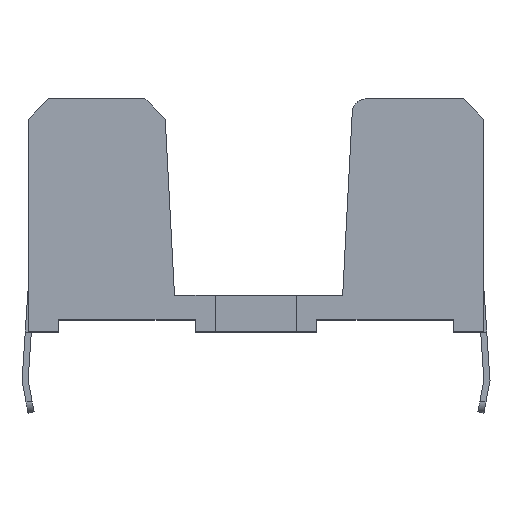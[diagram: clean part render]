
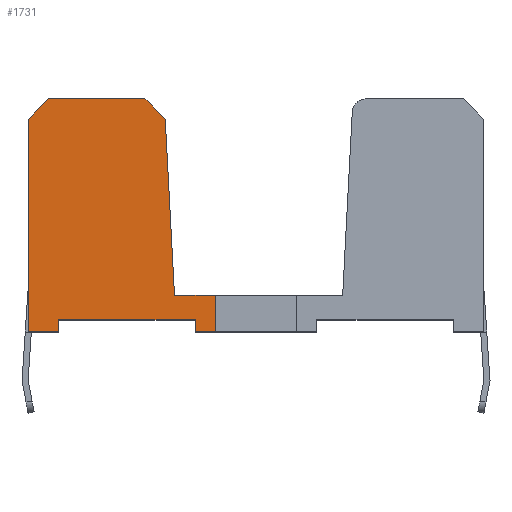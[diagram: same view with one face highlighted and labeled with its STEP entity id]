
A CAD part, top view. The second image highlights one B-rep face of the part: STEP entity #1731.
In plain terms, the highlighted planar face has unit normal (0, 0, 1).
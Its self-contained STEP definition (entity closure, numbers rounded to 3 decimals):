
#128 = CARTESIAN_POINT ( 'NONE',  ( -10.587, 11.169, 4.8 ) ) ;
#304 = VERTEX_POINT ( 'NONE', #3112 ) ;
#479 = DIRECTION ( 'NONE',  ( 1., 0., 0. ) ) ;
#529 = EDGE_CURVE ( 'NONE', #5137, #7082, #2016, .T. ) ;
#534 = B_SPLINE_CURVE_WITH_KNOTS ( 'NONE', 3,
 ( #8628, #2043, #704, #7406 ),
 .UNSPECIFIED., .F., .F.,
 ( 4, 4 ),
 ( 0., 1. ),
 .UNSPECIFIED. ) ;
#704 = CARTESIAN_POINT ( 'NONE',  ( -3.349, 1.8, 4.8 ) ) ;
#785 = CARTESIAN_POINT ( 'NONE',  ( -11.25, 7.004, 4.8 ) ) ;
#810 = CARTESIAN_POINT ( 'NONE',  ( -11.25, 0., 4.8 ) ) ;
#818 = CARTESIAN_POINT ( 'NONE',  ( -11.25, 0., 4.8 ) ) ;
#835 = CARTESIAN_POINT ( 'NONE',  ( -2., 0., 4.8 ) ) ;
#890 = CARTESIAN_POINT ( 'NONE',  ( -2.333, 0., 4.8 ) ) ;
#1002 = B_SPLINE_CURVE_WITH_KNOTS ( 'NONE', 3,
 ( #4145, #4809, #5427, #6810 ),
 .UNSPECIFIED., .F., .F.,
 ( 4, 4 ),
 ( 0., 1. ),
 .UNSPECIFIED. ) ;
#1076 = CARTESIAN_POINT ( 'NONE',  ( -4.328, 7.6, 4.8 ) ) ;
#1214 = EDGE_CURVE ( 'NONE', #1266, #4895, #534, .T. ) ;
#1220 = ORIENTED_EDGE ( 'NONE', *, *, #1369, .F. ) ;
#1266 = VERTEX_POINT ( 'NONE', #6485 ) ;
#1369 = EDGE_CURVE ( 'NONE', #3557, #2082, #6660, .T. ) ;
#1407 = CARTESIAN_POINT ( 'NONE',  ( -4.48, 10.5, 4.8 ) ) ;
#1499 = CARTESIAN_POINT ( 'NONE',  ( -3., 0., 4.8 ) ) ;
#1512 = CARTESIAN_POINT ( 'NONE',  ( -11.25, 10.506, 4.8 ) ) ;
#1558 = CARTESIAN_POINT ( 'NONE',  ( -2.667, 0., 4.8 ) ) ;
#1584 = CARTESIAN_POINT ( 'NONE',  ( -3., 0., 4.8 ) ) ;
#1716 = EDGE_CURVE ( 'NONE', #1266, #7082, #2134, .T. ) ;
#1731 = ADVANCED_FACE ( 'NONE', ( #3435 ), #1766, .T. ) ;
#1766 = PLANE ( 'NONE',  #6137 ) ;
#1909 = CARTESIAN_POINT ( 'NONE',  ( -9.75, 0., 4.8 ) ) ;
#1958 = CARTESIAN_POINT ( 'NONE',  ( -4.024, 1.8, 4.8 ) ) ;
#2000 = CARTESIAN_POINT ( 'NONE',  ( -5.48, 11.5, 4.8 ) ) ;
#2016 = B_SPLINE_CURVE_WITH_KNOTS ( 'NONE', 3,
 ( #1499, #1558, #890, #835 ),
 .UNSPECIFIED., .F., .F.,
 ( 4, 4 ),
 ( 0., 1. ),
 .UNSPECIFIED. ) ;
#2043 = CARTESIAN_POINT ( 'NONE',  ( -2.675, 1.8, 4.8 ) ) ;
#2064 = CARTESIAN_POINT ( 'NONE',  ( -11.25, 10.506, 4.8 ) ) ;
#2080 = CARTESIAN_POINT ( 'NONE',  ( -4.813, 10.833, 4.8 ) ) ;
#2082 = VERTEX_POINT ( 'NONE', #3418 ) ;
#2134 = B_SPLINE_CURVE_WITH_KNOTS ( 'NONE', 3,
 ( #5090, #4929, #3100, #7810 ),
 .UNSPECIFIED., .F., .F.,
 ( 4, 4 ),
 ( 0., 1. ),
 .UNSPECIFIED. ) ;
#2179 = B_SPLINE_CURVE_WITH_KNOTS ( 'NONE', 3,
 ( #2245, #5509, #6957, #810 ),
 .UNSPECIFIED., .F., .F.,
 ( 4, 4 ),
 ( 0., 1. ),
 .UNSPECIFIED. ) ;
#2245 = CARTESIAN_POINT ( 'NONE',  ( -9.75, 0., 4.8 ) ) ;
#2730 = EDGE_CURVE ( 'NONE', #6955, #6962, #2179, .T. ) ;
#3085 = ORIENTED_EDGE ( 'NONE', *, *, #3306, .F. ) ;
#3100 = CARTESIAN_POINT ( 'NONE',  ( -2., 0.6, 4.8 ) ) ;
#3112 = CARTESIAN_POINT ( 'NONE',  ( -11.25, 10.506, 4.8 ) ) ;
#3300 = CARTESIAN_POINT ( 'NONE',  ( -10.256, 11.5, 4.8 ) ) ;
#3306 = EDGE_CURVE ( 'NONE', #4439, #6955, #1002, .T. ) ;
#3338 = EDGE_CURVE ( 'NONE', #6962, #304, #6895, .T. ) ;
#3418 = CARTESIAN_POINT ( 'NONE',  ( -5.48, 11.5, 4.8 ) ) ;
#3432 = CARTESIAN_POINT ( 'NONE',  ( -10.256, 11.5, 4.8 ) ) ;
#3435 = FACE_OUTER_BOUND ( 'NONE', #5042, .T. ) ;
#3436 = ORIENTED_EDGE ( 'NONE', *, *, #5056, .F. ) ;
#3501 = CARTESIAN_POINT ( 'NONE',  ( -5.25, 0.6, 4.8 ) ) ;
#3530 = CARTESIAN_POINT ( 'NONE',  ( -3., 0.6, 4.8 ) ) ;
#3531 = CARTESIAN_POINT ( 'NONE',  ( -3., 0.4, 4.8 ) ) ;
#3557 = VERTEX_POINT ( 'NONE', #3300 ) ;
#3585 = CARTESIAN_POINT ( 'NONE',  ( -3., 0., 4.8 ) ) ;
#3593 = DIRECTION ( 'NONE',  ( 0., 0., 1. ) ) ;
#3805 = CARTESIAN_POINT ( 'NONE',  ( -7.072, 11.5, 4.8 ) ) ;
#3845 = EDGE_CURVE ( 'NONE', #5137, #6578, #8489, .T. ) ;
#4077 = CARTESIAN_POINT ( 'NONE',  ( -10.919, 10.837, 4.8 ) ) ;
#4138 = CARTESIAN_POINT ( 'NONE',  ( -9.75, 0.6, 4.8 ) ) ;
#4145 = CARTESIAN_POINT ( 'NONE',  ( -9.75, 0.6, 4.8 ) ) ;
#4155 = CARTESIAN_POINT ( 'NONE',  ( -3., 0.6, 4.8 ) ) ;
#4335 = CARTESIAN_POINT ( 'NONE',  ( -9.75, 0.6, 4.8 ) ) ;
#4435 = ORIENTED_EDGE ( 'NONE', *, *, #3845, .F. ) ;
#4439 = VERTEX_POINT ( 'NONE', #4335 ) ;
#4527 = CARTESIAN_POINT ( 'NONE',  ( -8.664, 11.5, 4.8 ) ) ;
#4655 = ORIENTED_EDGE ( 'NONE', *, *, #1716, .F. ) ;
#4809 = CARTESIAN_POINT ( 'NONE',  ( -9.75, 0.4, 4.8 ) ) ;
#4895 = VERTEX_POINT ( 'NONE', #1958 ) ;
#4929 = CARTESIAN_POINT ( 'NONE',  ( -2., 1.2, 4.8 ) ) ;
#5042 = EDGE_LOOP ( 'NONE', ( #8230, #7921, #1220, #3436, #7290, #6596, #3085, #5774, #4435, #7334, #4655, #7388 ) ) ;
#5056 = EDGE_CURVE ( 'NONE', #304, #3557, #7411, .T. ) ;
#5090 = CARTESIAN_POINT ( 'NONE',  ( -2., 1.8, 4.8 ) ) ;
#5137 = VERTEX_POINT ( 'NONE', #1584 ) ;
#5158 = B_SPLINE_CURVE_WITH_KNOTS ( 'NONE', 3,
 ( #7189, #5164, #1076, #5859 ),
 .UNSPECIFIED., .F., .F.,
 ( 4, 4 ),
 ( 0., 1. ),
 .UNSPECIFIED. ) ;
#5164 = CARTESIAN_POINT ( 'NONE',  ( -4.176, 4.7, 4.8 ) ) ;
#5395 = CARTESIAN_POINT ( 'NONE',  ( -11.25, 3.502, 4.8 ) ) ;
#5427 = CARTESIAN_POINT ( 'NONE',  ( -9.75, 0.2, 4.8 ) ) ;
#5478 = EDGE_CURVE ( 'NONE', #2082, #8138, #6223, .T. ) ;
#5509 = CARTESIAN_POINT ( 'NONE',  ( -10.25, 0., 4.8 ) ) ;
#5582 = CARTESIAN_POINT ( 'NONE',  ( 11.25, 11.5, 4.8 ) ) ;
#5774 = ORIENTED_EDGE ( 'NONE', *, *, #7636, .F. ) ;
#5859 = CARTESIAN_POINT ( 'NONE',  ( -4.48, 10.5, 4.8 ) ) ;
#6137 = AXIS2_PLACEMENT_3D ( 'NONE', #5582, #3593, #479 ) ;
#6223 = B_SPLINE_CURVE_WITH_KNOTS ( 'NONE', 3,
 ( #2000, #7447, #2080, #1407 ),
 .UNSPECIFIED., .F., .F.,
 ( 4, 4 ),
 ( 0., 1. ),
 .UNSPECIFIED. ) ;
#6485 = CARTESIAN_POINT ( 'NONE',  ( -2., 1.8, 4.8 ) ) ;
#6539 = CARTESIAN_POINT ( 'NONE',  ( -11.25, 0., 4.8 ) ) ;
#6572 = CARTESIAN_POINT ( 'NONE',  ( -10.256, 11.5, 4.8 ) ) ;
#6578 = VERTEX_POINT ( 'NONE', #4155 ) ;
#6596 = ORIENTED_EDGE ( 'NONE', *, *, #2730, .F. ) ;
#6660 = B_SPLINE_CURVE_WITH_KNOTS ( 'NONE', 3,
 ( #6572, #4527, #3805, #7273 ),
 .UNSPECIFIED., .F., .F.,
 ( 4, 4 ),
 ( 0., 1. ),
 .UNSPECIFIED. ) ;
#6810 = CARTESIAN_POINT ( 'NONE',  ( -9.75, 0., 4.8 ) ) ;
#6895 = B_SPLINE_CURVE_WITH_KNOTS ( 'NONE', 3,
 ( #818, #5395, #785, #1512 ),
 .UNSPECIFIED., .F., .F.,
 ( 4, 4 ),
 ( 0., 1. ),
 .UNSPECIFIED. ) ;
#6936 = CARTESIAN_POINT ( 'NONE',  ( -3., 0.2, 4.8 ) ) ;
#6955 = VERTEX_POINT ( 'NONE', #1909 ) ;
#6957 = CARTESIAN_POINT ( 'NONE',  ( -10.75, 0., 4.8 ) ) ;
#6962 = VERTEX_POINT ( 'NONE', #6539 ) ;
#7082 = VERTEX_POINT ( 'NONE', #8048 ) ;
#7189 = CARTESIAN_POINT ( 'NONE',  ( -4.024, 1.8, 4.8 ) ) ;
#7273 = CARTESIAN_POINT ( 'NONE',  ( -5.48, 11.5, 4.8 ) ) ;
#7280 = B_SPLINE_CURVE_WITH_KNOTS ( 'NONE', 3,
 ( #3530, #3501, #8231, #4138 ),
 .UNSPECIFIED., .F., .F.,
 ( 4, 4 ),
 ( 0., 1. ),
 .UNSPECIFIED. ) ;
#7290 = ORIENTED_EDGE ( 'NONE', *, *, #3338, .F. ) ;
#7334 = ORIENTED_EDGE ( 'NONE', *, *, #529, .T. ) ;
#7388 = ORIENTED_EDGE ( 'NONE', *, *, #1214, .T. ) ;
#7406 = CARTESIAN_POINT ( 'NONE',  ( -4.024, 1.8, 4.8 ) ) ;
#7411 = B_SPLINE_CURVE_WITH_KNOTS ( 'NONE', 3,
 ( #2064, #4077, #128, #3432 ),
 .UNSPECIFIED., .F., .F.,
 ( 4, 4 ),
 ( 0., 1. ),
 .UNSPECIFIED. ) ;
#7447 = CARTESIAN_POINT ( 'NONE',  ( -5.146, 11.167, 4.8 ) ) ;
#7535 = CARTESIAN_POINT ( 'NONE',  ( -4.48, 10.5, 4.8 ) ) ;
#7636 = EDGE_CURVE ( 'NONE', #6578, #4439, #7280, .T. ) ;
#7810 = CARTESIAN_POINT ( 'NONE',  ( -2., 0., 4.8 ) ) ;
#7868 = EDGE_CURVE ( 'NONE', #4895, #8138, #5158, .T. ) ;
#7921 = ORIENTED_EDGE ( 'NONE', *, *, #5478, .F. ) ;
#8048 = CARTESIAN_POINT ( 'NONE',  ( -2., 0., 4.8 ) ) ;
#8138 = VERTEX_POINT ( 'NONE', #7535 ) ;
#8205 = CARTESIAN_POINT ( 'NONE',  ( -3., 0.6, 4.8 ) ) ;
#8230 = ORIENTED_EDGE ( 'NONE', *, *, #7868, .T. ) ;
#8231 = CARTESIAN_POINT ( 'NONE',  ( -7.5, 0.6, 4.8 ) ) ;
#8489 = B_SPLINE_CURVE_WITH_KNOTS ( 'NONE', 3,
 ( #3585, #6936, #3531, #8205 ),
 .UNSPECIFIED., .F., .F.,
 ( 4, 4 ),
 ( 0., 1. ),
 .UNSPECIFIED. ) ;
#8628 = CARTESIAN_POINT ( 'NONE',  ( -2., 1.8, 4.8 ) ) ;
